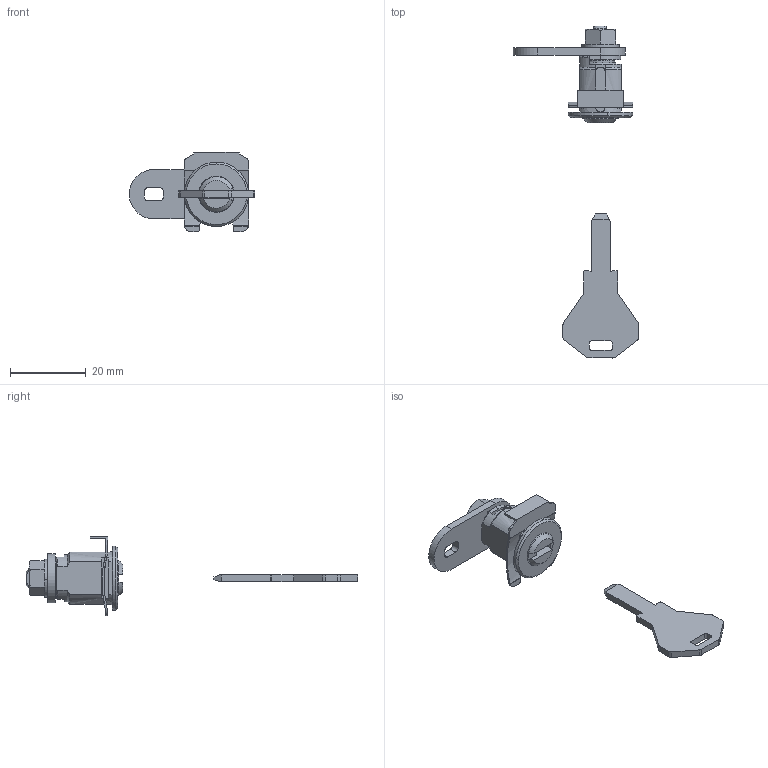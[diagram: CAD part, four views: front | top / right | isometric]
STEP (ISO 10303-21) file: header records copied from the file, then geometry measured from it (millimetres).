
FILE_DESCRIPTION((''),'2;1');
FILE_NAME('','2006-11-10T09:24:50',(''),(''),'','CADfix','');
FILE_SCHEMA(('AUTOMOTIVE_DESIGN'));
Length unit declared in the file: millimetre
Products named in the file (8): washer; retainer; nut_A; lock; key; control_cam; cam; TL_348_1_17715_36
Assembly tree (7 placements, depth 2):
  TL_348_1_17715_36
    washer
    retainer
    nut_A
    lock
    key
    control_cam
    cam
Bounding box: 33.1 x 87.57 x 21 mm (x, y, z)
Volume: 3788.4 mm3; surface area: 4519.2 mm2
Topology: 7 solids, 7 shells, 218 faces, 609 edges, 411 vertices
Faces by surface type: bspline 218
Entity records: 7276 total; most frequent: CARTESIAN_POINT 3612, ORIENTED_EDGE 1218, EDGE_CURVE 609, VERTEX_POINT 411, QUASI_UNIFORM_CURVE 362, EDGE_LOOP 236, FACE_OUTER_BOUND 218, ADVANCED_FACE 218
